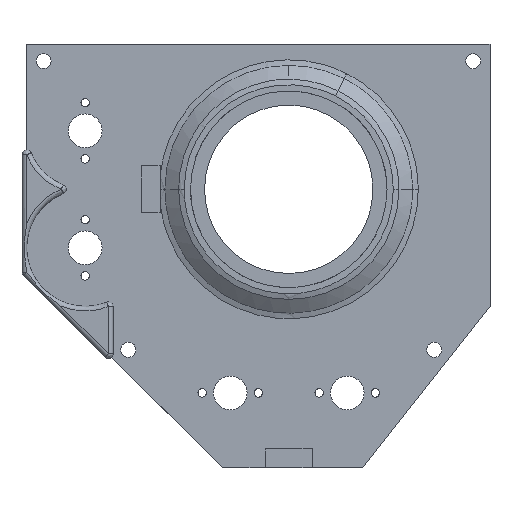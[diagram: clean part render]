
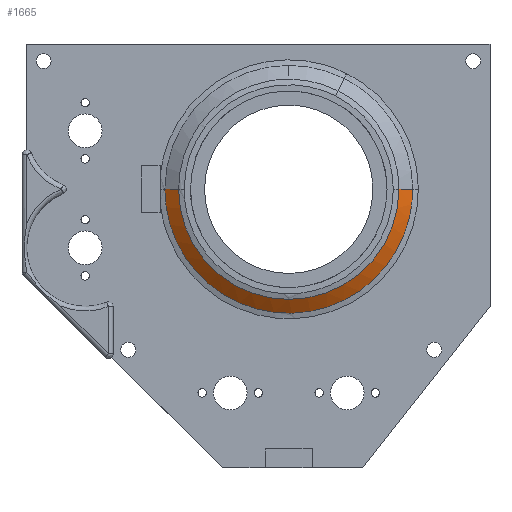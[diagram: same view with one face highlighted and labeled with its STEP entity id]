
A CAD part, top view. The second image highlights one B-rep face of the part: STEP entity #1665.
In plain terms, the highlighted conical face has half-angle 53.13 degrees and reference radius 26.484 mm.
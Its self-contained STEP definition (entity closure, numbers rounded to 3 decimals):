
#188 = CARTESIAN_POINT ( 'NONE',  ( -21.044, -16.144, 16.4 ) ) ;
#238 = CARTESIAN_POINT ( 'NONE',  ( 3.464, -26.296, 16.4 ) ) ;
#241 = AXIS2_PLACEMENT_3D ( 'NONE', #2733, #951, #2338 ) ;
#541 = CARTESIAN_POINT ( 'NONE',  ( 0., 0., 18.6 ) ) ;
#588 = ORIENTED_EDGE ( 'NONE', *, *, #1700, .T. ) ;
#667 = CARTESIAN_POINT ( 'NONE',  ( -11.729, -23.789, 16.4 ) ) ;
#901 = ORIENTED_EDGE ( 'NONE', *, *, #4226, .T. ) ;
#915 = B_SPLINE_CURVE_WITH_KNOTS ( 'NONE', 3,
 ( #5706, #1017, #3807, #4211 ),
 .UNSPECIFIED., .F., .F.,
 ( 4, 4 ),
 ( 0., 1. ),
 .UNSPECIFIED. ) ;
#951 = DIRECTION ( 'NONE',  ( 0., 0., -1. ) ) ;
#1017 = CARTESIAN_POINT ( 'NONE',  ( 25.489, 0., 17.133 ) ) ;
#1086 = CARTESIAN_POINT ( 'NONE',  ( -1.732, -26.467, 16.4 ) ) ;
#1120 = CARTESIAN_POINT ( 'NONE',  ( -25.115, -8.528, 16.4 ) ) ;
#1149 = CARTESIAN_POINT ( 'NONE',  ( 13.264, -22.969, 16.4 ) ) ;
#1596 = CARTESIAN_POINT ( 'NONE',  ( -13.264, -22.969, 16.4 ) ) ;
#1609 = VERTEX_POINT ( 'NONE', #5035 ) ;
#1621 = CARTESIAN_POINT ( 'NONE',  ( 26.296, -3.464, 16.4 ) ) ;
#1655 = VECTOR ( 'NONE', #4370, 1000. ) ;
#1665 = ADVANCED_FACE ( 'NONE', ( #2794 ), #1936, .T. ) ;
#1700 = EDGE_CURVE ( 'NONE', #1609, #2828, #5538, .T. ) ;
#1759 = ORIENTED_EDGE ( 'NONE', *, *, #2028, .T. ) ;
#1778 = CARTESIAN_POINT ( 'NONE',  ( 26.467, 0., 16.4 ) ) ;
#1936 = CONICAL_SURFACE ( 'NONE', #241, 26.484, 0.927 ) ;
#1938 = VERTEX_POINT ( 'NONE', #2009 ) ;
#1979 = CARTESIAN_POINT ( 'NONE',  ( -16.144, -21.044, 16.4 ) ) ;
#2006 = CARTESIAN_POINT ( 'NONE',  ( 22.969, -13.264, 16.4 ) ) ;
#2009 = CARTESIAN_POINT ( 'NONE',  ( 26.467, 0., 16.4 ) ) ;
#2012 = ORIENTED_EDGE ( 'NONE', *, *, #4906, .T. ) ;
#2028 = EDGE_CURVE ( 'NONE', #2828, #4894, #3489, .T. ) ;
#2063 = CARTESIAN_POINT ( 'NONE',  ( 11.729, -23.789, 16.4 ) ) ;
#2256 = DIRECTION ( 'NONE',  ( 0., 0., -1. ) ) ;
#2338 = DIRECTION ( 'NONE',  ( 0., 1., 0. ) ) ;
#2413 = CARTESIAN_POINT ( 'NONE',  ( -23.789, -11.729, 16.4 ) ) ;
#2440 = CARTESIAN_POINT ( 'NONE',  ( 19.94, -17.49, 16.4 ) ) ;
#2467 = CARTESIAN_POINT ( 'NONE',  ( -3.464, -26.296, 16.4 ) ) ;
#2496 = CARTESIAN_POINT ( 'NONE',  ( 23.789, -11.729, 16.4 ) ) ;
#2507 = CARTESIAN_POINT ( 'NONE',  ( -26.467, 0., 16.4 ) ) ;
#2689 = AXIS2_PLACEMENT_3D ( 'NONE', #541, #2256, #4096 ) ;
#2733 = CARTESIAN_POINT ( 'NONE',  ( 0., 0., 16.387 ) ) ;
#2794 = FACE_OUTER_BOUND ( 'NONE', #3839, .T. ) ;
#2828 = VERTEX_POINT ( 'NONE', #4304 ) ;
#2867 = CARTESIAN_POINT ( 'NONE',  ( -26.296, -3.464, 16.4 ) ) ;
#2898 = CARTESIAN_POINT ( 'NONE',  ( 17.49, -19.94, 16.4 ) ) ;
#2930 = CARTESIAN_POINT ( 'NONE',  ( 1.732, -26.467, 16.4 ) ) ;
#3362 = CARTESIAN_POINT ( 'NONE',  ( -6.862, -25.62, 16.4 ) ) ;
#3421 = CARTESIAN_POINT ( 'NONE',  ( -22.969, -13.264, 16.4 ) ) ;
#3489 = LINE ( 'NONE', #4812, #1655 ) ;
#3807 = CARTESIAN_POINT ( 'NONE',  ( 24.511, 0., 17.867 ) ) ;
#3839 = EDGE_LOOP ( 'NONE', ( #588, #1759, #901, #2012 ) ) ;
#3876 = CARTESIAN_POINT ( 'NONE',  ( -19.94, -17.49, 16.4 ) ) ;
#3905 = CARTESIAN_POINT ( 'NONE',  ( 25.115, -8.528, 16.4 ) ) ;
#4096 = DIRECTION ( 'NONE',  ( -1., 0., 0. ) ) ;
#4211 = CARTESIAN_POINT ( 'NONE',  ( 23.533, 0., 18.6 ) ) ;
#4226 = EDGE_CURVE ( 'NONE', #4894, #1938, #5814, .T. ) ;
#4253 = CARTESIAN_POINT ( 'NONE',  ( -26.467, -1.732, 16.4 ) ) ;
#4280 = CARTESIAN_POINT ( 'NONE',  ( 21.044, -16.144, 16.4 ) ) ;
#4304 = CARTESIAN_POINT ( 'NONE',  ( -23.533, 0., 18.6 ) ) ;
#4306 = CARTESIAN_POINT ( 'NONE',  ( 6.862, -25.62, 16.4 ) ) ;
#4370 = DIRECTION ( 'NONE',  ( -0.8, 0., -0.6 ) ) ;
#4509 = CARTESIAN_POINT ( 'NONE',  ( 26.467, -1.732, 16.4 ) ) ;
#4687 = CARTESIAN_POINT ( 'NONE',  ( -25.62, -6.862, 16.4 ) ) ;
#4776 = CARTESIAN_POINT ( 'NONE',  ( 16.144, -21.044, 16.4 ) ) ;
#4812 = CARTESIAN_POINT ( 'NONE',  ( -27., 0., 16. ) ) ;
#4894 = VERTEX_POINT ( 'NONE', #2507 ) ;
#4906 = EDGE_CURVE ( 'NONE', #1938, #1609, #915, .T. ) ;
#5035 = CARTESIAN_POINT ( 'NONE',  ( 23.533, 0., 18.6 ) ) ;
#5226 = CARTESIAN_POINT ( 'NONE',  ( 8.528, -25.115, 16.4 ) ) ;
#5538 = CIRCLE ( 'NONE', #2689, 23.533 ) ;
#5575 = CARTESIAN_POINT ( 'NONE',  ( -26.467, 0., 16.4 ) ) ;
#5604 = CARTESIAN_POINT ( 'NONE',  ( -8.528, -25.115, 16.4 ) ) ;
#5632 = CARTESIAN_POINT ( 'NONE',  ( -17.49, -19.94, 16.4 ) ) ;
#5695 = CARTESIAN_POINT ( 'NONE',  ( 25.62, -6.862, 16.4 ) ) ;
#5706 = CARTESIAN_POINT ( 'NONE',  ( 26.467, 0., 16.4 ) ) ;
#5814 = B_SPLINE_CURVE_WITH_KNOTS ( 'NONE', 3,
 ( #5575, #4253, #2867, #4687, #1120, #2413, #3421, #188, #3876, #5632, #1979, #1596, #667, #5604, #3362, #2467, #1086, #2930, #238, #4306, #5226, #2063, #1149, #4776, #2898, #2440, #4280, #2006, #2496, #3905, #5695, #1621, #4509, #1778 ),
 .UNSPECIFIED., .F., .F.,
 ( 4, 2, 2, 2, 2, 2, 2, 2, 2, 2, 2, 2, 2, 2, 2, 2, 4 ),
 ( 0., 0.063, 0.125, 0.188, 0.25, 0.313, 0.375, 0.438, 0.5, 0.563, 0.625, 0.688, 0.75, 0.813, 0.875, 0.938, 1. ),
 .UNSPECIFIED. ) ;
